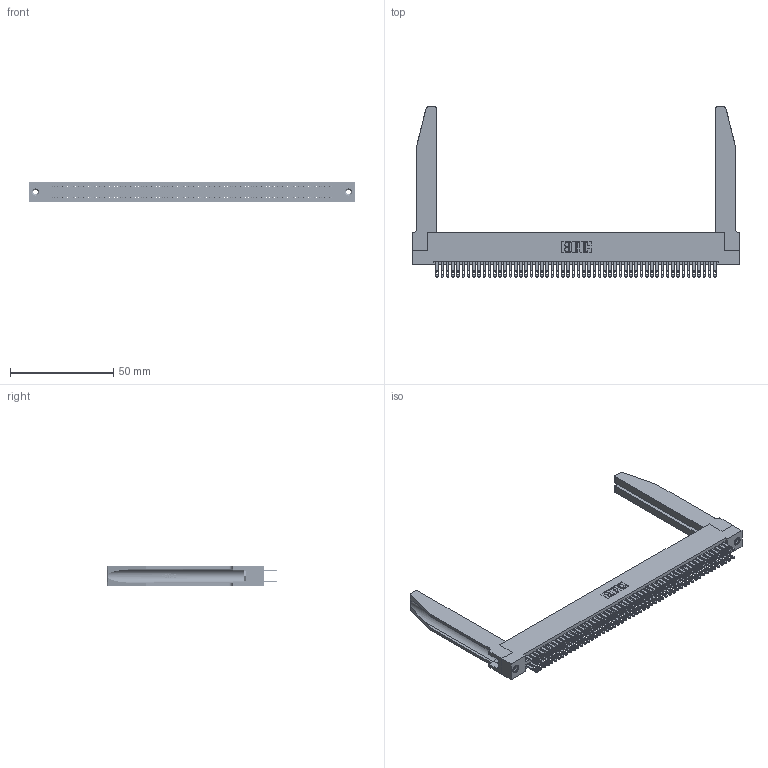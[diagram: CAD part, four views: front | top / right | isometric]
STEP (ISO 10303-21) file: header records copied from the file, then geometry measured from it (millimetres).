
FILE_DESCRIPTION (( 'STEP AP203' ), '1' );
FILE_NAME ('345-108-500-278.STEP', '2019-11-03T18:43:01', ( '' ), ( '' ), 'SwSTEP 2.0', 'SolidWorks 2016', '' );
FILE_SCHEMA (( 'CONFIG_CONTROL_DESIGN' ));
Length unit declared in the file: inch
Products named in the file (5): 345-108-500-278; 345-250-001_345-250-001-102; 345-292-001_345-293-100; 345-220-078_345-220-078; 345 Part_Flush Mounting Lugs - 0.156 Dia-TH
Assembly tree (113 placements, depth 2):
  345-108-500-278
    345 Part_Flush Mounting Lugs - 0.156 Dia-TH
    345-292-001_345-293-100  x108
    345-250-001_345-250-001-102  x2
    345-220-078_345-220-078  x2
Bounding box: 158.39 x 82.47 x 9.4 mm (x, y, z)
Volume: 23598.4 mm3; surface area: 31568.9 mm2
Topology: 113 solids, 113 shells, 5328 faces, 16177 edges, 10774 vertices
Faces by surface type: plane 3138, cylinder 2138, bspline 36, cone 12, torus 4
Entity records: 45424 total; most frequent: CARTESIAN_POINT 8519, ORIENTED_EDGE 7350, DIRECTION 6493, EDGE_CURVE 3675, LINE 3229, VECTOR 3229, VERTEX_POINT 2444, AXIS2_PLACEMENT_3D 1632
